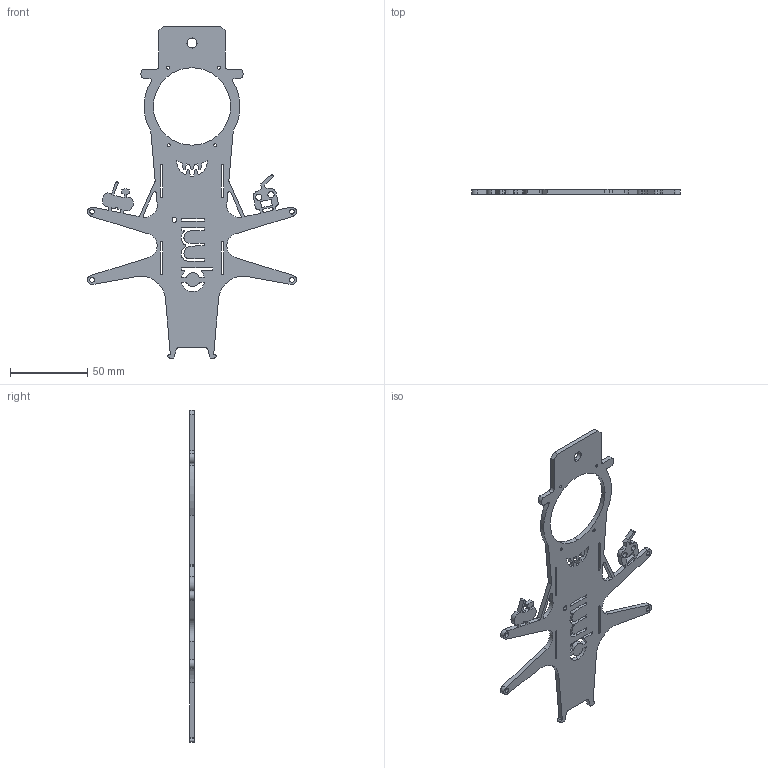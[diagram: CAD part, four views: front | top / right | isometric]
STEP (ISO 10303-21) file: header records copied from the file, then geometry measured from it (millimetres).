
FILE_DESCRIPTION (( 'STEP AP203' ), '1' );
FILE_NAME ('µç³ØÔØ°å¼Óºñ.STEP', '2023-11-16T08:55:16', ( '' ), ( '' ), 'SwSTEP 2.0', 'SolidWorks 2021', '' );
FILE_SCHEMA (( 'CONFIG_CONTROL_DESIGN' ));
Length unit declared in the file: millimetre
Products named in the file (1): 萇喀婥啣樓綠
Bounding box: 134.99 x 3 x 214.47 mm (x, y, z)
Volume: 27551.5 mm3; surface area: 24049.7 mm2
Topology: 1 solids, 1 shells, 245 faces, 729 edges, 486 vertices
Faces by surface type: plane 126, cylinder 99, bspline 20
Entity records: 9197 total; most frequent: CARTESIAN_POINT 2381, ORIENTED_EDGE 1458, DIRECTION 1339, EDGE_CURVE 729, VECTOR 491, LINE 491, VERTEX_POINT 486, AXIS2_PLACEMENT_3D 424
